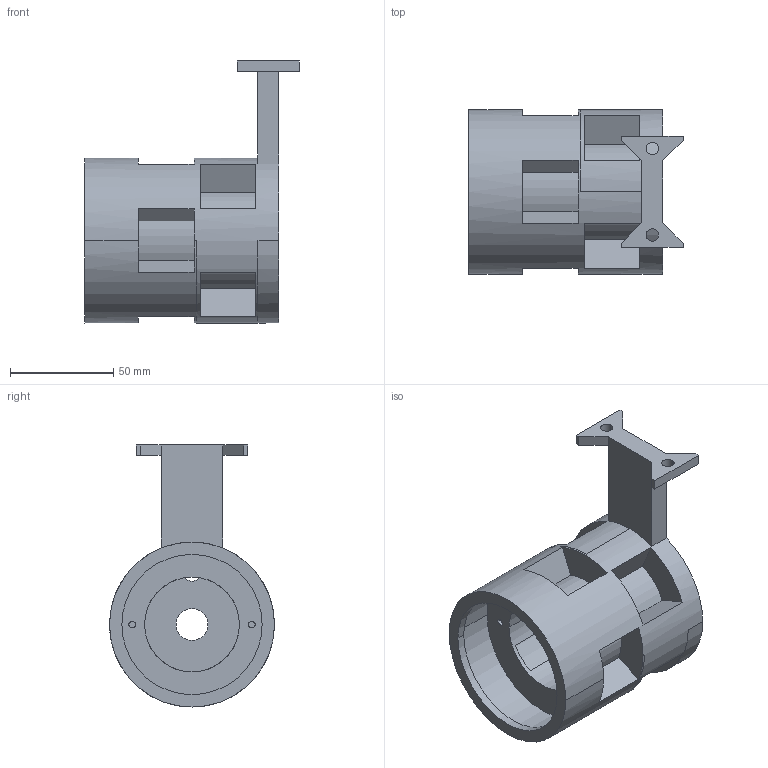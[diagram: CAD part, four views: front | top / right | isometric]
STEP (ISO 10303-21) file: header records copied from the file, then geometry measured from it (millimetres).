
FILE_DESCRIPTION((''),'2;1');
FILE_NAME('TOP','2020-01-08T14:14:58',('max'),(''),'CREO PARAMETRIC BY PTC INC, 2019224','CREO PARAMETRIC BY PTC INC, 2019224','');
FILE_SCHEMA(('CONFIG_CONTROL_DESIGN'));
Length unit declared in the file: millimetre
Products named in the file (1): TOP
Bounding box: 104 x 80 x 127.08 mm (x, y, z)
Volume: 90498.7 mm3; surface area: 88183.7 mm2
Topology: 1 solids, 1 shells, 158 faces, 439 edges, 294 vertices
Faces by surface type: plane 122, cylinder 36
Entity records: 5152 total; most frequent: CARTESIAN_POINT 891, DIRECTION 890, ORIENTED_EDGE 878, EDGE_CURVE 439, VECTOR 304, LINE 304, VERTEX_POINT 294, AXIS2_PLACEMENT_3D 293
